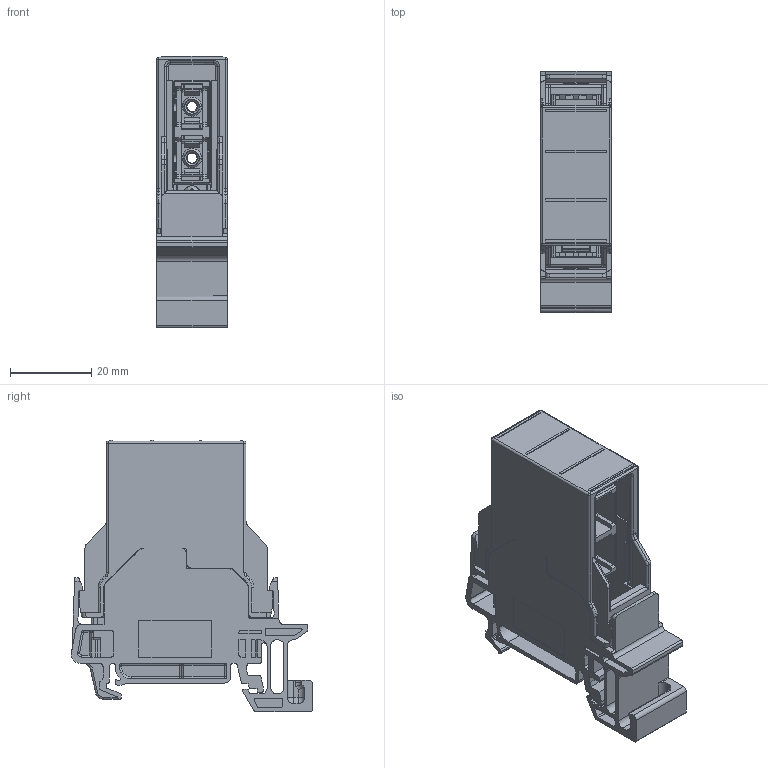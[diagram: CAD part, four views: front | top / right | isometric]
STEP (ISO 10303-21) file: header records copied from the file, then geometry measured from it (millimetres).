
FILE_DESCRIPTION(('CATIA V5 STEP Exchange','CAx-IF Rec.Pracs.--- Model Styling and Organization---1.5--- 2016-08-15','CAx-IF Rec.Pracs.---Supplemental Geometry---1.0---2011-11-01','CAx-IF Rec.Pracs.--- Composite Materials ---1.1---2010-07-15'),'2;1');
FILE_NAME ('033009-3_2', '2024-12-11T08:51:40+00:00', ('none'), ('Weidmueller'), 'CATIA Version 5-6 Release 2022 SP4 HF5', 'CATIA V5 STEP AP214 v3', 'none');
FILE_SCHEMA(('AUTOMOTIVE_DESIGN { 1 0 10303 214 1 1 1 1 }'));
Products named in the file (1): 8946970000
Bounding box: 17.5 x 59.55 x 66.95 mm (x, y, z)
Volume: 18367.7 mm3; surface area: 30149.3 mm2
Topology: 1 solids, 2 shells, 1865 faces, 5317 edges, 3407 vertices
Faces by surface type: plane 1190, cylinder 512, torus 58, bspline 40, cone 40, sphere 25
Entity records: 64541 total; most frequent: CARTESIAN_POINT 16164, ORIENTED_EDGE 10568, DIRECTION 8219, EDGE_CURVE 5284, VECTOR 3963, LINE 3963, VERTEX_POINT 3407, AXIS2_PLACEMENT_3D 2504
